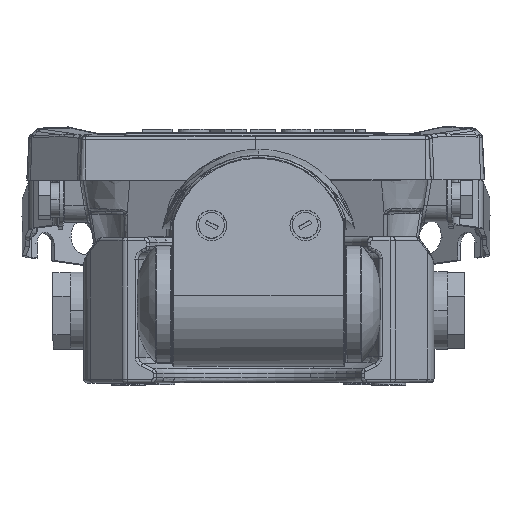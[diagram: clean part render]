
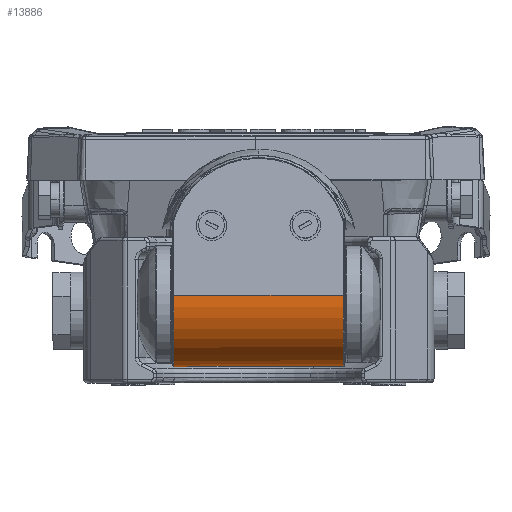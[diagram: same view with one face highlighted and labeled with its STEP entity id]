
A CAD part, front view. The second image highlights one B-rep face of the part: STEP entity #13886.
In plain terms, the highlighted cylindrical face has radius 19.09 mm (diameter 38.18 mm), a partial arc.
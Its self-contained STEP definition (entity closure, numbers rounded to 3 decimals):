
#12903=CARTESIAN_POINT('Vertex',(150.493,-65.189,-57.761)) ;
#12934=CARTESIAN_POINT('Vertex',(150.553,-27.159,-57.761)) ;
#12937=CARTESIAN_POINT('Axis2P3D Location',(150.525,-46.174,-59.447)) ;
#13174=CARTESIAN_POINT('Vertex',(101.066,-65.112,-57.816)) ;
#13198=CARTESIAN_POINT('Vertex',(101.125,-27.082,-57.816)) ;
#13201=CARTESIAN_POINT('Axis2P3D Location',(101.097,-46.097,-59.502)) ;
#13819=CARTESIAN_POINT('Line Origine',(125.78,-65.15,-57.788)) ;
#13870=CARTESIAN_POINT('Axis2P3D Location',(125.811,-46.135,-59.475)) ;
#13875=CARTESIAN_POINT('Line Origine',(125.839,-27.12,-57.789)) ;
#12938=DIRECTION('Axis2P3D Direction',(1.,-0.002,0.001)) ;
#13202=DIRECTION('Axis2P3D Direction',(1.,-0.002,0.001)) ;
#13820=DIRECTION('Vector Direction',(1.,-0.002,0.001)) ;
#13871=DIRECTION('Axis2P3D Direction',(1.,-0.002,0.001)) ;
#13872=DIRECTION('Axis2P3D XDirection',(-0.002,-0.996,0.088)) ;
#13876=DIRECTION('Vector Direction',(1.,-0.002,0.001)) ;
#12939=AXIS2_PLACEMENT_3D('Circle Axis2P3D',#12937,#12938,$) ;
#13203=AXIS2_PLACEMENT_3D('Circle Axis2P3D',#13201,#13202,$) ;
#13873=AXIS2_PLACEMENT_3D('Cylinder Axis2P3D',#13870,#13871,#13872) ;
#13881=ORIENTED_EDGE('',*,*,#12941,.T.) ;
#13882=ORIENTED_EDGE('',*,*,#13823,.F.) ;
#13883=ORIENTED_EDGE('',*,*,#13205,.T.) ;
#13884=ORIENTED_EDGE('',*,*,#13879,.T.) ;
#13821=VECTOR('Line Direction',#13820,1.) ;
#13877=VECTOR('Line Direction',#13876,1.) ;
#13886=ADVANCED_FACE('Body.24',(#13885),#13874,.T.) ;
#12940=CIRCLE('generated circle',#12939,19.09) ;
#13204=CIRCLE('generated circle',#13203,19.09) ;
#13874=CYLINDRICAL_SURFACE('generated cylinder',#13873,19.09) ;
#12941=EDGE_CURVE('',#12935,#12904,#12940,.F.) ;
#13205=EDGE_CURVE('',#13175,#13199,#13204,.T.) ;
#13823=EDGE_CURVE('',#13175,#12904,#13822,.T.) ;
#13879=EDGE_CURVE('',#13199,#12935,#13878,.T.) ;
#13880=EDGE_LOOP('',(#13881,#13882,#13883,#13884)) ;
#13885=FACE_OUTER_BOUND('',#13880,.T.) ;
#13822=LINE('Line',#13819,#13821) ;
#13878=LINE('Line',#13875,#13877) ;
#12904=VERTEX_POINT('',#12903) ;
#12935=VERTEX_POINT('',#12934) ;
#13175=VERTEX_POINT('',#13174) ;
#13199=VERTEX_POINT('',#13198) ;
